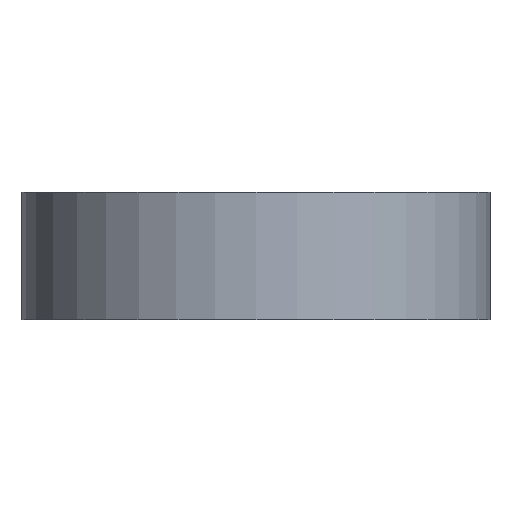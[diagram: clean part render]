
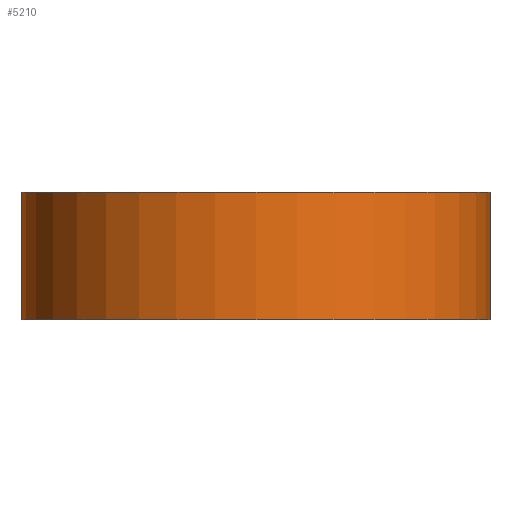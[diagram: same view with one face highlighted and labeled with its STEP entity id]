
A CAD part, front view. The second image highlights one B-rep face of the part: STEP entity #5210.
In plain terms, the highlighted cylindrical face has radius 35 mm (diameter 70 mm), a partial arc.
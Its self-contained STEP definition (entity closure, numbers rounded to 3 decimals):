
#220 = EDGE_CURVE ( 'NONE', #6523, #854, #1408, .T. ) ;
#377 = CIRCLE ( 'NONE', #5770, 35. ) ;
#436 = CARTESIAN_POINT ( 'NONE',  ( -35., 0., -5. ) ) ;
#494 = LINE ( 'NONE', #2903, #1863 ) ;
#606 = EDGE_CURVE ( 'NONE', #854, #1944, #4378, .T. ) ;
#810 = EDGE_LOOP ( 'NONE', ( #5809, #4343, #4234, #1925 ) ) ;
#854 = VERTEX_POINT ( 'NONE', #436 ) ;
#1029 = DIRECTION ( 'NONE',  ( 1., 0., 0. ) ) ;
#1408 = LINE ( 'NONE', #2991, #2621 ) ;
#1863 = VECTOR ( 'NONE', #2404, 1000. ) ;
#1925 = ORIENTED_EDGE ( 'NONE', *, *, #606, .F. ) ;
#1944 = VERTEX_POINT ( 'NONE', #3010 ) ;
#2267 = AXIS2_PLACEMENT_3D ( 'NONE', #4142, #3554, #3653 ) ;
#2404 = DIRECTION ( 'NONE',  ( 0., 0., 1. ) ) ;
#2621 = VECTOR ( 'NONE', #5023, 1000. ) ;
#2903 = CARTESIAN_POINT ( 'NONE',  ( 35., 0., -8. ) ) ;
#2916 = DIRECTION ( 'NONE',  ( 0., 0., 1. ) ) ;
#2991 = CARTESIAN_POINT ( 'NONE',  ( -35., 0., -8. ) ) ;
#3010 = CARTESIAN_POINT ( 'NONE',  ( 35., 0., -5. ) ) ;
#3293 = CARTESIAN_POINT ( 'NONE',  ( -35., 0., -24. ) ) ;
#3551 = DIRECTION ( 'NONE',  ( 0., 0., 1. ) ) ;
#3554 = DIRECTION ( 'NONE',  ( 0., 0., 1. ) ) ;
#3653 = DIRECTION ( 'NONE',  ( 1., 0., 0. ) ) ;
#3942 = CYLINDRICAL_SURFACE ( 'NONE', #5687, 35. ) ;
#3981 = FACE_OUTER_BOUND ( 'NONE', #810, .T. ) ;
#4142 = CARTESIAN_POINT ( 'NONE',  ( 0., 0., -5. ) ) ;
#4234 = ORIENTED_EDGE ( 'NONE', *, *, #4346, .T. ) ;
#4309 = CARTESIAN_POINT ( 'NONE',  ( 35., 0., -24. ) ) ;
#4343 = ORIENTED_EDGE ( 'NONE', *, *, #6520, .T. ) ;
#4346 = EDGE_CURVE ( 'NONE', #5064, #1944, #494, .T. ) ;
#4378 = CIRCLE ( 'NONE', #2267, 35. ) ;
#4434 = CARTESIAN_POINT ( 'NONE',  ( 0., 0., -8. ) ) ;
#5023 = DIRECTION ( 'NONE',  ( 0., 0., 1. ) ) ;
#5064 = VERTEX_POINT ( 'NONE', #4309 ) ;
#5210 = ADVANCED_FACE ( 'NONE', ( #3981 ), #3942, .T. ) ;
#5508 = DIRECTION ( 'NONE',  ( 1., 0., 0. ) ) ;
#5687 = AXIS2_PLACEMENT_3D ( 'NONE', #4434, #2916, #5508 ) ;
#5770 = AXIS2_PLACEMENT_3D ( 'NONE', #6314, #3551, #1029 ) ;
#5809 = ORIENTED_EDGE ( 'NONE', *, *, #220, .F. ) ;
#6314 = CARTESIAN_POINT ( 'NONE',  ( 0., 0., -24. ) ) ;
#6520 = EDGE_CURVE ( 'NONE', #6523, #5064, #377, .T. ) ;
#6523 = VERTEX_POINT ( 'NONE', #3293 ) ;
